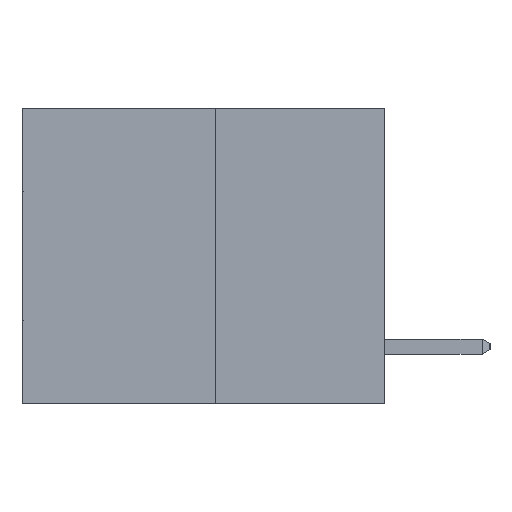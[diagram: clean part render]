
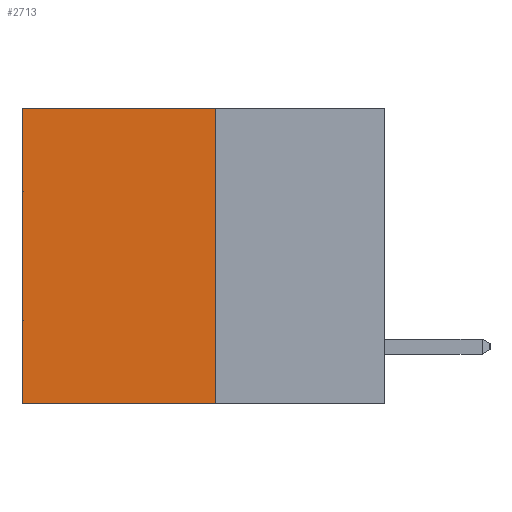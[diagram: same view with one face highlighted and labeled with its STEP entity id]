
A CAD part, left-side view. The second image highlights one B-rep face of the part: STEP entity #2713.
In plain terms, the highlighted planar face has unit normal (-1, 0, 0).
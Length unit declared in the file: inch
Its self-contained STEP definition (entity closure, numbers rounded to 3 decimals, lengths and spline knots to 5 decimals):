
#760 = VERTEX_POINT ( 'NONE', #16079 ) ;
#1175 = VECTOR ( 'NONE', #13982, 39.37008 ) ;
#1553 = ORIENTED_EDGE ( 'NONE', *, *, #25413, .T. ) ;
#1876 = EDGE_CURVE ( 'NONE', #6870, #18520, #25430, .T. ) ;
#2713 = ADVANCED_FACE ( 'NONE', ( #21860 ), #17614, .F. ) ;
#2770 = CARTESIAN_POINT ( 'NONE',  ( 0.3165, 0.6, -0.49 ) ) ;
#3426 = AXIS2_PLACEMENT_3D ( 'NONE', #19888, #6260, #22189 ) ;
#4434 = DIRECTION ( 'NONE',  ( 0., 1., 0. ) ) ;
#4673 = DIRECTION ( 'NONE',  ( 0., 1., 0. ) ) ;
#5765 = CARTESIAN_POINT ( 'NONE',  ( 0.3165, 0.28, 0. ) ) ;
#6260 = DIRECTION ( 'NONE',  ( 1., 0., 0. ) ) ;
#6505 = CARTESIAN_POINT ( 'NONE',  ( 0.3165, 0.28, -0.49 ) ) ;
#6870 = VERTEX_POINT ( 'NONE', #5765 ) ;
#8111 = ORIENTED_EDGE ( 'NONE', *, *, #14392, .T. ) ;
#8342 = LINE ( 'NONE', #15329, #23657 ) ;
#8713 = LINE ( 'NONE', #24365, #16900 ) ;
#8988 = EDGE_CURVE ( 'NONE', #18520, #13124, #8342, .T. ) ;
#12324 = VECTOR ( 'NONE', #4673, 39.37008 ) ;
#13124 = VERTEX_POINT ( 'NONE', #2770 ) ;
#13982 = DIRECTION ( 'NONE',  ( 0., 0., -1. ) ) ;
#14392 = EDGE_CURVE ( 'NONE', #6870, #760, #14777, .T. ) ;
#14777 = LINE ( 'NONE', #27133, #12324 ) ;
#15329 = CARTESIAN_POINT ( 'NONE',  ( 0.3165, 0.28, -0.49 ) ) ;
#16079 = CARTESIAN_POINT ( 'NONE',  ( 0.3165, 0.6, 0. ) ) ;
#16900 = VECTOR ( 'NONE', #29242, 39.37008 ) ;
#17032 = ORIENTED_EDGE ( 'NONE', *, *, #8988, .F. ) ;
#17614 = PLANE ( 'NONE',  #3426 ) ;
#18520 = VERTEX_POINT ( 'NONE', #25398 ) ;
#19232 = ORIENTED_EDGE ( 'NONE', *, *, #1876, .F. ) ;
#19880 = EDGE_LOOP ( 'NONE', ( #1553, #17032, #19232, #8111 ) ) ;
#19888 = CARTESIAN_POINT ( 'NONE',  ( 0.3165, 0.28, -0.49 ) ) ;
#21860 = FACE_OUTER_BOUND ( 'NONE', #19880, .T. ) ;
#22189 = DIRECTION ( 'NONE',  ( 0., 0., -1. ) ) ;
#23657 = VECTOR ( 'NONE', #4434, 39.37008 ) ;
#24365 = CARTESIAN_POINT ( 'NONE',  ( 0.3165, 0.6, -0.49 ) ) ;
#25398 = CARTESIAN_POINT ( 'NONE',  ( 0.3165, 0.28, -0.49 ) ) ;
#25413 = EDGE_CURVE ( 'NONE', #760, #13124, #8713, .T. ) ;
#25430 = LINE ( 'NONE', #6505, #1175 ) ;
#27133 = CARTESIAN_POINT ( 'NONE',  ( 0.3165, 0.28, 0. ) ) ;
#29242 = DIRECTION ( 'NONE',  ( 0., 0., -1. ) ) ;
